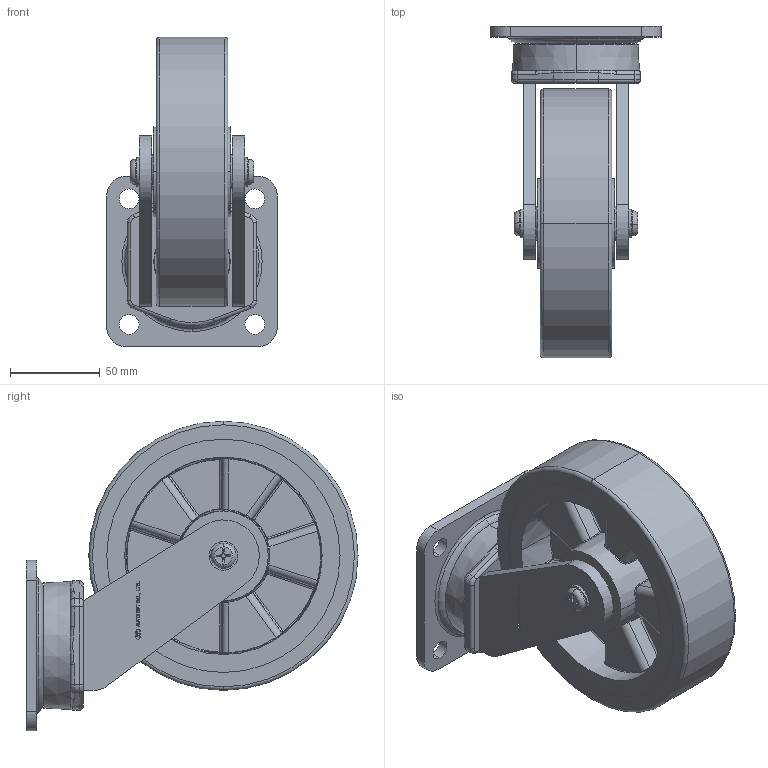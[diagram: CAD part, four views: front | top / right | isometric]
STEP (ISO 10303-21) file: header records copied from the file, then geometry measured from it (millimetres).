
FILE_DESCRIPTION (( 'STEP AP203' ), '1' );
FILE_NAME ('ACMU-150SF.STEP', '2015-09-11T08:01:59', ( 'WON SINCHUL' ), ( 'Hewlett-Packard Company' ), 'SwSTEP 2.0', 'SolidWorks 2015', '' );
FILE_SCHEMA (( 'CONFIG_CONTROL_DESIGN' ));
Length unit declared in the file: millimetre
Products named in the file (1): ACMU-150SF
Bounding box: 95 x 185 x 172.5 mm (x, y, z)
Volume: 667862.6 mm3; surface area: 196735.3 mm2
Topology: 16 solids, 16 shells, 1333 faces, 3352 edges, 2138 vertices
Faces by surface type: bspline 570, plane 374, cylinder 185, torus 112, sphere 48, cone 44
Entity records: 57095 total; most frequent: CARTESIAN_POINT 28706, ORIENTED_EDGE 6700, DIRECTION 4460, EDGE_CURVE 3350, VERTEX_POINT 2138, AXIS2_PLACEMENT_3D 1571, EDGE_LOOP 1456, ADVANCED_FACE 1333
